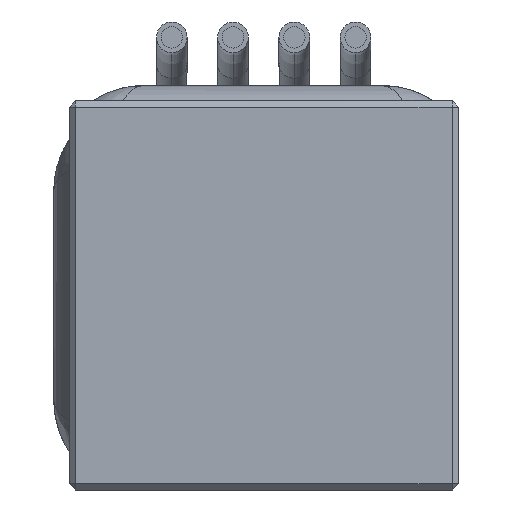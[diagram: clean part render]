
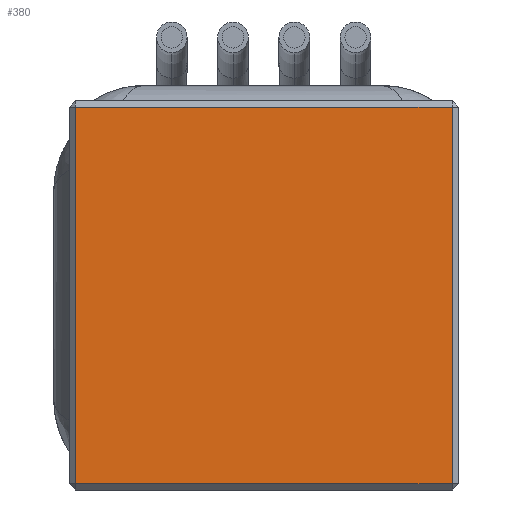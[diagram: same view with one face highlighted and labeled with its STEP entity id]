
A CAD part, left-side view. The second image highlights one B-rep face of the part: STEP entity #380.
In plain terms, the highlighted planar face has unit normal (-1, 0, 0).
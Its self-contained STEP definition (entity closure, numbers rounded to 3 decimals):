
#65 = ORIENTED_EDGE ( 'NONE', *, *, #1832, .T. ) ;
#130 = EDGE_CURVE ( 'NONE', #7704, #3848, #6104, .T. ) ;
#380 = ADVANCED_FACE ( 'NONE', ( #7169 ), #2719, .F. ) ;
#464 = LINE ( 'NONE', #778, #5180 ) ;
#614 = DIRECTION ( 'NONE',  ( 0., 0., -1. ) ) ;
#678 = ORIENTED_EDGE ( 'NONE', *, *, #8413, .T. ) ;
#744 = CARTESIAN_POINT ( 'NONE',  ( -40., -6.35, 6.35 ) ) ;
#778 = CARTESIAN_POINT ( 'NONE',  ( -40., -6.15, 6.35 ) ) ;
#994 = CARTESIAN_POINT ( 'NONE',  ( -40., 6.15, 6.35 ) ) ;
#1090 = CARTESIAN_POINT ( 'NONE',  ( -40., -6.35, 6.15 ) ) ;
#1349 = DIRECTION ( 'NONE',  ( 1., 0., 0. ) ) ;
#1832 = EDGE_CURVE ( 'NONE', #2865, #7891, #464, .T. ) ;
#2488 = DIRECTION ( 'NONE',  ( 0., -1., 0. ) ) ;
#2719 = PLANE ( 'NONE',  #4195 ) ;
#2865 = VERTEX_POINT ( 'NONE', #4348 ) ;
#3339 = DIRECTION ( 'NONE',  ( 0., 1., 0. ) ) ;
#3498 = ORIENTED_EDGE ( 'NONE', *, *, #3764, .T. ) ;
#3764 = EDGE_CURVE ( 'NONE', #3848, #2865, #3926, .T. ) ;
#3848 = VERTEX_POINT ( 'NONE', #6844 ) ;
#3926 = LINE ( 'NONE', #6184, #4358 ) ;
#4195 = AXIS2_PLACEMENT_3D ( 'NONE', #744, #1349, #9262 ) ;
#4348 = CARTESIAN_POINT ( 'NONE',  ( -40., -6.15, -6.15 ) ) ;
#4358 = VECTOR ( 'NONE', #2488, 1000. ) ;
#4761 = VECTOR ( 'NONE', #3339, 1000. ) ;
#5180 = VECTOR ( 'NONE', #9260, 1000. ) ;
#5454 = LINE ( 'NONE', #1090, #4761 ) ;
#5611 = CARTESIAN_POINT ( 'NONE',  ( -40., -6.15, 6.15 ) ) ;
#5757 = EDGE_LOOP ( 'NONE', ( #678, #9177, #3498, #65 ) ) ;
#6104 = LINE ( 'NONE', #994, #6292 ) ;
#6184 = CARTESIAN_POINT ( 'NONE',  ( -40., -6.35, -6.15 ) ) ;
#6226 = CARTESIAN_POINT ( 'NONE',  ( -40., 6.15, 6.15 ) ) ;
#6292 = VECTOR ( 'NONE', #614, 1000. ) ;
#6844 = CARTESIAN_POINT ( 'NONE',  ( -40., 6.15, -6.15 ) ) ;
#7169 = FACE_OUTER_BOUND ( 'NONE', #5757, .T. ) ;
#7704 = VERTEX_POINT ( 'NONE', #6226 ) ;
#7891 = VERTEX_POINT ( 'NONE', #5611 ) ;
#8413 = EDGE_CURVE ( 'NONE', #7891, #7704, #5454, .T. ) ;
#9177 = ORIENTED_EDGE ( 'NONE', *, *, #130, .T. ) ;
#9260 = DIRECTION ( 'NONE',  ( 0., 0., 1. ) ) ;
#9262 = DIRECTION ( 'NONE',  ( 0., 0., -1. ) ) ;
